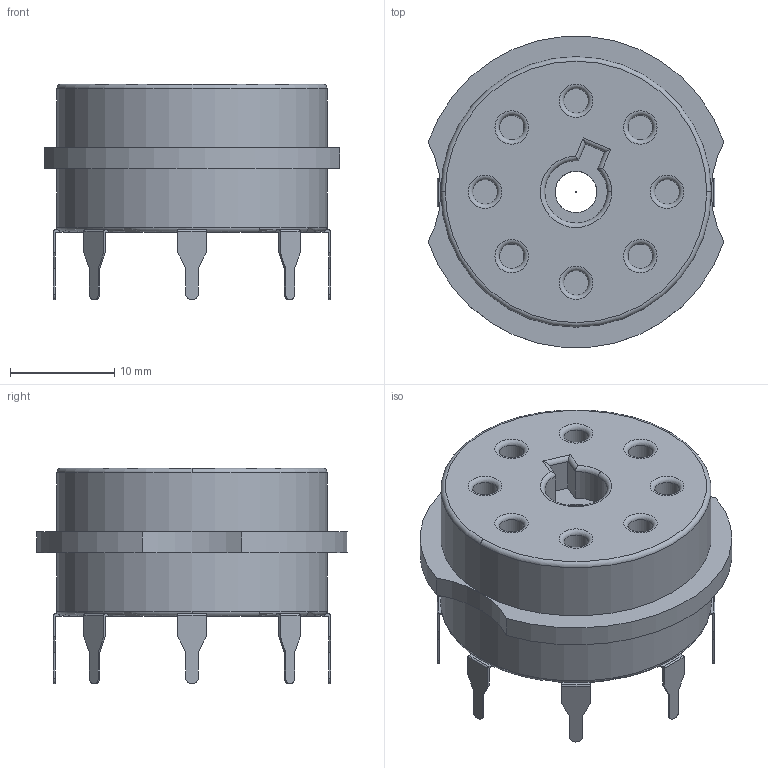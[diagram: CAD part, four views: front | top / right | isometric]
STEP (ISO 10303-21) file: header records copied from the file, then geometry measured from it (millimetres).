
FILE_DESCRIPTION(/* description */ ('model of Valve_Octal-K8A_Dongxin-GZC8-Y-2_Socket'),/* implementation_level */ '2;1');
FILE_NAME(/* name */ 'Valve_Octal-K8A_Dongxin-GZC8-Y-2_Socket.step',/* time_stamp */ '2018-12-04T20:22:49',/* author */ ('kicad StepUp','ksu'),/* organization */ ('FreeCAD'),/* preprocessor_version */ 'OCC',/* originating_system */ 'kicad StepUp',/* authorisation */ '');
FILE_SCHEMA(('AUTOMOTIVE_DESIGN { 1 0 10303 214 1 1 1 1 }'));
Length unit declared in the file: millimetre
Products named in the file (1): Valve_Octal_K8A_Dongxin_GZC8_Y_2_Socket
Bounding box: 28.43 x 29.9 x 20.7 mm (x, y, z)
Volume: 7355.8 mm3; surface area: 3340.4 mm2
Topology: 2 solids, 2 shells, 175 faces, 454 edges, 292 vertices
Faces by surface type: plane 116, cylinder 44, torus 15
Full cylindrical faces by diameter (mm): 0.1 x1, 2.36 x8, 4 x1, 26 x2
Entity records: 6870 total; most frequent: CARTESIAN_POINT 1248, DIRECTION 937, ORIENTED_EDGE 908, EDGE_CURVE 454, AXIS2_PLACEMENT_3D 327, VERTEX_POINT 292, LINE 283, VECTOR 283
